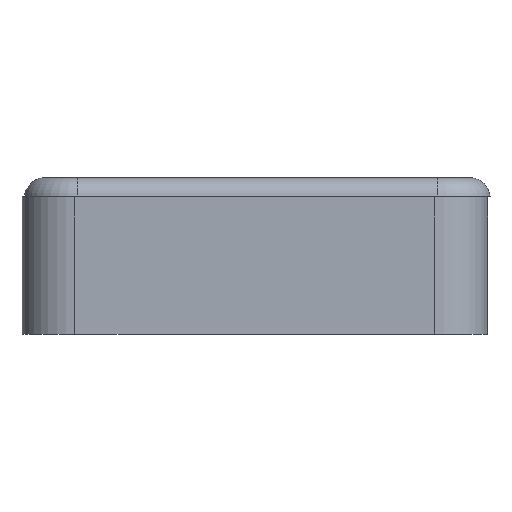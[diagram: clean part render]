
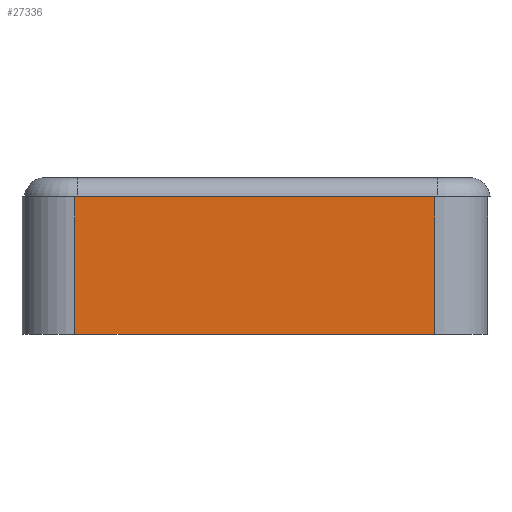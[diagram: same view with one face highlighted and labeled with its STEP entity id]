
A CAD part, left-side view. The second image highlights one B-rep face of the part: STEP entity #27336.
In plain terms, the highlighted planar face has unit normal (-1, 0, 0).
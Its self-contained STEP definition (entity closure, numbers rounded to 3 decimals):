
#3663=FACE_OUTER_BOUND('',#5220,.T.);
#5220=EDGE_LOOP('',(#21456,#21457,#21458,#21459));
#7159=LINE('',#43255,#9460);
#7160=LINE('',#43267,#9461);
#7161=LINE('',#43271,#9462);
#7162=LINE('',#43272,#9463);
#9460=VECTOR('',#30406,10.);
#9461=VECTOR('',#30419,10.);
#9462=VECTOR('',#30424,10.);
#9463=VECTOR('',#30425,10.);
#11976=VERTEX_POINT('',#43252);
#11977=VERTEX_POINT('',#43254);
#11982=VERTEX_POINT('',#43266);
#11983=VERTEX_POINT('',#43270);
#15393=EDGE_CURVE('',#11976,#11977,#7159,.T.);
#15399=EDGE_CURVE('',#11977,#11982,#7160,.T.);
#15401=EDGE_CURVE('',#11983,#11976,#7161,.T.);
#15402=EDGE_CURVE('',#11983,#11982,#7162,.T.);
#21456=ORIENTED_EDGE('',*,*,#15399,.F.);
#21457=ORIENTED_EDGE('',*,*,#15393,.F.);
#21458=ORIENTED_EDGE('',*,*,#15401,.F.);
#21459=ORIENTED_EDGE('',*,*,#15402,.T.);
#26362=PLANE('',#28467);
#27336=ADVANCED_FACE('',(#3663),#26362,.T.);
#28467=AXIS2_PLACEMENT_3D('',#43269,#30422,#30423);
#30406=DIRECTION('',(0.,-1.,0.));
#30419=DIRECTION('',(0.,0.,-1.));
#30422=DIRECTION('center_axis',(-1.,0.,0.));
#30423=DIRECTION('ref_axis',(0.,-1.,0.));
#30424=DIRECTION('',(0.,0.,1.));
#30425=DIRECTION('',(0.,-1.,0.));
#43252=CARTESIAN_POINT('',(5.,38.,13.));
#43254=CARTESIAN_POINT('',(5.,4.,13.));
#43255=CARTESIAN_POINT('',(5.,43.,13.));
#43266=CARTESIAN_POINT('',(5.,4.,0.));
#43267=CARTESIAN_POINT('',(5.,4.,0.));
#43269=CARTESIAN_POINT('Origin',(5.,43.,0.));
#43270=CARTESIAN_POINT('',(5.,38.,0.));
#43271=CARTESIAN_POINT('',(5.,38.,0.));
#43272=CARTESIAN_POINT('',(5.,43.,0.));
